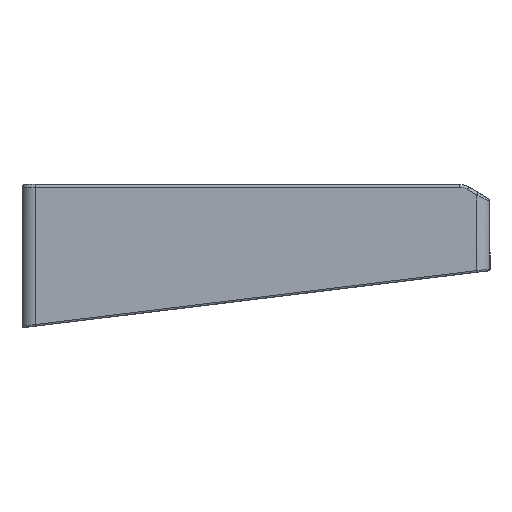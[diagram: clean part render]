
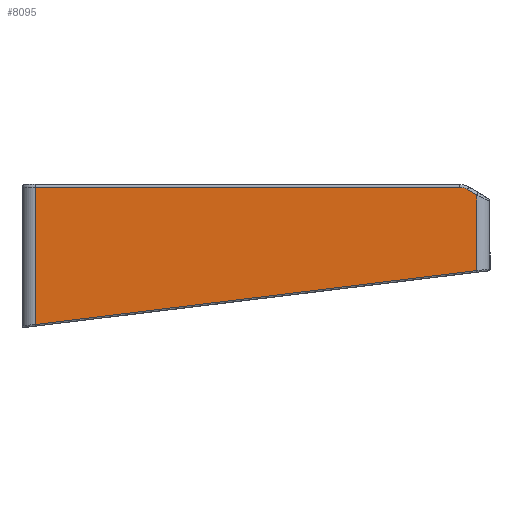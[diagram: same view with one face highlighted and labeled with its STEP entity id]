
A CAD part, left-side view. The second image highlights one B-rep face of the part: STEP entity #8095.
In plain terms, the highlighted planar face has unit normal (-1, 0, 0).
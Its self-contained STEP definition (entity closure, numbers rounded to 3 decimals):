
#163=PLANE('',#8610);
#544=FACE_OUTER_BOUND('',#993,.T.);
#993=EDGE_LOOP('',(#5953,#5954,#5955,#5956,#5957,#5958));
#1442=CIRCLE('',#8605,3.51);
#1655=LINE('',#11684,#2690);
#1659=LINE('',#11750,#2694);
#1670=LINE('',#11864,#2705);
#1672=LINE('',#11875,#2707);
#1674=LINE('',#11905,#2709);
#2690=VECTOR('',#9392,10.);
#2694=VECTOR('',#9412,10.);
#2705=VECTOR('',#9463,10.);
#2707=VECTOR('',#9477,10.);
#2709=VECTOR('',#9485,10.);
#3722=VERTEX_POINT('',#11677);
#3725=VERTEX_POINT('',#11682);
#3729=VERTEX_POINT('',#11748);
#3749=VERTEX_POINT('',#11856);
#3751=VERTEX_POINT('',#11862);
#3752=VERTEX_POINT('',#11866);
#4548=EDGE_CURVE('',#3725,#3722,#1655,.T.);
#4558=EDGE_CURVE('',#3729,#3725,#1659,.T.);
#4589=EDGE_CURVE('',#3749,#3751,#1670,.T.);
#4592=EDGE_CURVE('',#3751,#3752,#1442,.T.);
#4595=EDGE_CURVE('',#3752,#3729,#1672,.T.);
#4598=EDGE_CURVE('',#3722,#3749,#1674,.T.);
#5953=ORIENTED_EDGE('',*,*,#4548,.F.);
#5954=ORIENTED_EDGE('',*,*,#4558,.F.);
#5955=ORIENTED_EDGE('',*,*,#4595,.F.);
#5956=ORIENTED_EDGE('',*,*,#4592,.F.);
#5957=ORIENTED_EDGE('',*,*,#4589,.F.);
#5958=ORIENTED_EDGE('',*,*,#4598,.F.);
#8095=ADVANCED_FACE('',(#544),#163,.F.);
#8605=AXIS2_PLACEMENT_3D('',#11870,#9470,#9471);
#8610=AXIS2_PLACEMENT_3D('',#11904,#9483,#9484);
#9392=DIRECTION('',(0.,0.993,-0.121));
#9412=DIRECTION('',(0.,0.,-1.));
#9463=DIRECTION('',(0.,-1.,0.));
#9470=DIRECTION('center_axis',(1.,0.,0.));
#9471=DIRECTION('ref_axis',(0.,-0.27,0.963));
#9477=DIRECTION('',(0.,-0.854,-0.52));
#9483=DIRECTION('center_axis',(1.,0.,0.));
#9484=DIRECTION('ref_axis',(0.,0.,
-1.));
#9485=DIRECTION('',(0.,0.,1.));
#11677=CARTESIAN_POINT('',(-4.623,99.282,-19.105));
#11682=CARTESIAN_POINT('',(-4.623,-5.518,-6.301));
#11684=CARTESIAN_POINT('',(-4.623,69.903,-15.516));
#11748=CARTESIAN_POINT('',(-4.623,-5.518,11.672));
#11750=CARTESIAN_POINT('',(-4.623,-5.518,0.183));
#11856=CARTESIAN_POINT('',(-4.623,99.282,13.493));
#11862=CARTESIAN_POINT('',(-4.623,-1.54,13.493));
#11864=CARTESIAN_POINT('',(-4.623,74.682,13.493));
#11866=CARTESIAN_POINT('',(-4.623,-3.365,12.982));
#11870=CARTESIAN_POINT('Origin',(-4.623,-1.54,9.983));
#11875=CARTESIAN_POINT('',(-4.623,31.425,34.145));
#11904=CARTESIAN_POINT('Origin',(-4.623,102.482,0.183));
#11905=CARTESIAN_POINT('',(-4.623,99.282,0.183));
